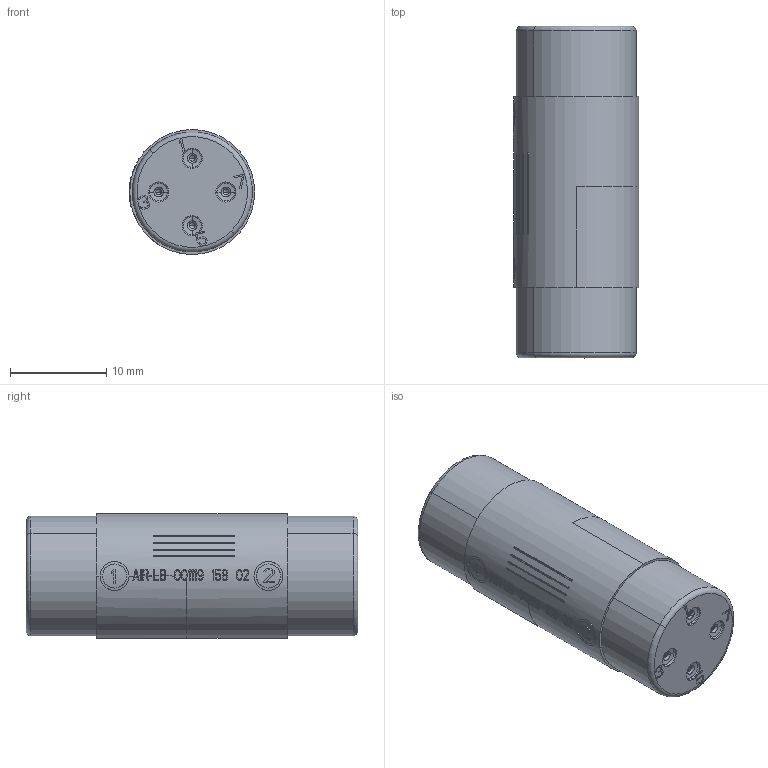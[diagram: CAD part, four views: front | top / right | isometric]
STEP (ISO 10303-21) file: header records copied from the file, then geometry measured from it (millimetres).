
FILE_DESCRIPTION((''),'2;1');
FILE_NAME('00111915802','2020-05-26T',('presta_be4'),(''),'CREO PARAMETRIC BY PTC INC, 2018360','CREO PARAMETRIC BY PTC INC, 2018360','');
FILE_SCHEMA(('CONFIG_CONTROL_DESIGN'));
Length unit declared in the file: millimetre
Products named in the file (1): 00111915802
Bounding box: 13.05 x 34.52 x 13 mm (x, y, z)
Volume: 4083.8 mm3; surface area: 2857.5 mm2
Topology: 1 solids, 1 shells, 1696 faces, 4632 edges, 3015 vertices
Faces by surface type: plane 1025, cylinder 347, torus 164, cone 128, bspline 32
Entity records: 57710 total; most frequent: CARTESIAN_POINT 15932, ORIENTED_EDGE 9232, DIRECTION 8104, EDGE_CURVE 4616, VERTEX_POINT 3015, AXIS2_PLACEMENT_3D 2897, VECTOR 2310, LINE 2310
